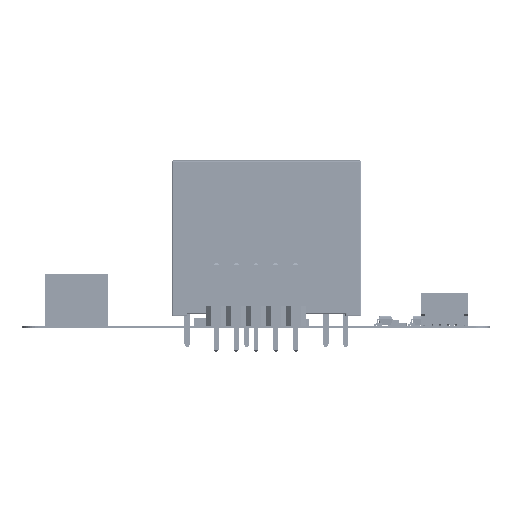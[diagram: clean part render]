
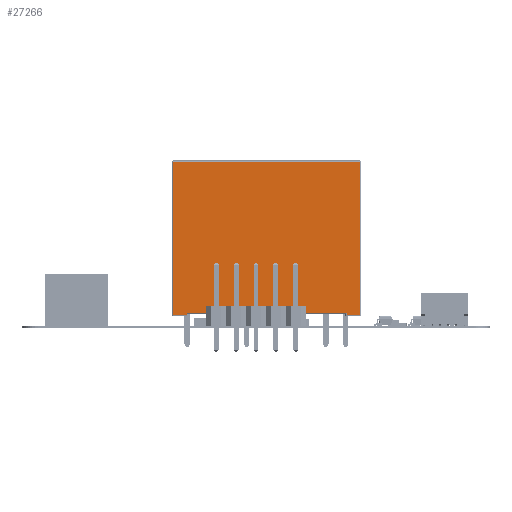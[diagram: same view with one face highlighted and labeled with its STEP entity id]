
A CAD part, front view. The second image highlights one B-rep face of the part: STEP entity #27266.
In plain terms, the highlighted face is planar.
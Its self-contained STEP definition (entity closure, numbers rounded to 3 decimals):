
#2852=PLANE('',#29218);
#3995=FACE_OUTER_BOUND('',#5721,.T.);
#5721=EDGE_LOOP('',(#23115,#23116,#23117,#23118,#23119,#23120,#23121,#23122));
#8317=LINE('',#44531,#11186);
#8318=LINE('',#44533,#11187);
#8319=LINE('',#44535,#11188);
#8320=LINE('',#44537,#11189);
#8321=LINE('',#44539,#11190);
#8322=LINE('',#44541,#11191);
#8323=LINE('',#44543,#11192);
#8324=LINE('',#44544,#11193);
#11186=VECTOR('',#33906,1000.);
#11187=VECTOR('',#33907,1000.);
#11188=VECTOR('',#33908,1000.);
#11189=VECTOR('',#33909,1000.);
#11190=VECTOR('',#33910,1000.);
#11191=VECTOR('',#33911,1000.);
#11192=VECTOR('',#33912,1000.);
#11193=VECTOR('',#33913,1000.);
#14338=VERTEX_POINT('',#44529);
#14339=VERTEX_POINT('',#44530);
#14340=VERTEX_POINT('',#44532);
#14341=VERTEX_POINT('',#44534);
#14342=VERTEX_POINT('',#44536);
#14343=VERTEX_POINT('',#44538);
#14344=VERTEX_POINT('',#44540);
#14345=VERTEX_POINT('',#44542);
#17443=EDGE_CURVE('',#14338,#14339,#8317,.T.);
#17444=EDGE_CURVE('',#14339,#14340,#8318,.T.);
#17445=EDGE_CURVE('',#14340,#14341,#8319,.T.);
#17446=EDGE_CURVE('',#14341,#14342,#8320,.T.);
#17447=EDGE_CURVE('',#14342,#14343,#8321,.T.);
#17448=EDGE_CURVE('',#14343,#14344,#8322,.T.);
#17449=EDGE_CURVE('',#14344,#14345,#8323,.T.);
#17450=EDGE_CURVE('',#14345,#14338,#8324,.T.);
#23115=ORIENTED_EDGE('',*,*,#17443,.T.);
#23116=ORIENTED_EDGE('',*,*,#17444,.T.);
#23117=ORIENTED_EDGE('',*,*,#17445,.T.);
#23118=ORIENTED_EDGE('',*,*,#17446,.T.);
#23119=ORIENTED_EDGE('',*,*,#17447,.T.);
#23120=ORIENTED_EDGE('',*,*,#17448,.T.);
#23121=ORIENTED_EDGE('',*,*,#17449,.T.);
#23122=ORIENTED_EDGE('',*,*,#17450,.T.);
#27266=ADVANCED_FACE('',(#3995),#2852,.T.);
#29218=AXIS2_PLACEMENT_3D('',#44528,#33904,#33905);
#33904=DIRECTION('center_axis',(0.,1.,0.));
#33905=DIRECTION('ref_axis',(-1.,0.,0.));
#33906=DIRECTION('',(0.,0.,1.));
#33907=DIRECTION('',(-1.,0.,0.));
#33908=DIRECTION('',(0.,0.,-1.));
#33909=DIRECTION('',(-1.,0.,0.));
#33910=DIRECTION('',(0.,0.,1.));
#33911=DIRECTION('',(1.,0.,0.));
#33912=DIRECTION('',(0.,0.,-1.));
#33913=DIRECTION('',(-1.,0.,0.));
#44528=CARTESIAN_POINT('Origin',(-7.682,4.024,1.501));
#44529=CARTESIAN_POINT('',(2.443,4.024,1.351));
#44530=CARTESIAN_POINT('',(2.443,4.024,1.651));
#44531=CARTESIAN_POINT('',(2.443,4.024,1.201));
#44532=CARTESIAN_POINT('',(-17.957,4.024,1.651));
#44533=CARTESIAN_POINT('',(-17.807,4.024,1.651));
#44534=CARTESIAN_POINT('',(-17.957,4.024,1.351));
#44535=CARTESIAN_POINT('',(-17.957,4.024,1.201));
#44536=CARTESIAN_POINT('',(-19.657,4.024,1.351));
#44537=CARTESIAN_POINT('',(-19.807,4.024,1.351));
#44538=CARTESIAN_POINT('',(-19.657,4.024,21.051));
#44539=CARTESIAN_POINT('',(-19.657,4.024,21.201));
#44540=CARTESIAN_POINT('',(4.293,4.024,21.051));
#44541=CARTESIAN_POINT('',(4.443,4.024,21.051));
#44542=CARTESIAN_POINT('',(4.293,4.024,1.351));
#44543=CARTESIAN_POINT('',(4.293,4.024,1.201));
#44544=CARTESIAN_POINT('',(-7.682,4.024,1.351));
